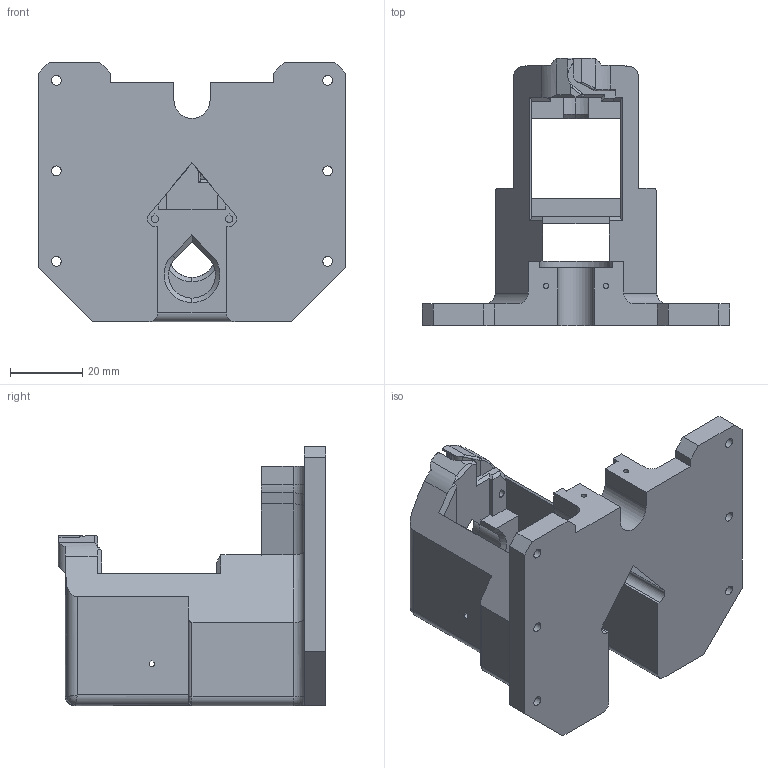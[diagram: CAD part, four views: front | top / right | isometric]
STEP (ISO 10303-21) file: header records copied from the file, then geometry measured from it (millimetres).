
FILE_DESCRIPTION (( 'STEP AP214' ), '1' );
FILE_NAME ('Base_08q_so100_hackerbot_screw.STEP', '2025-05-20T17:21:31', ( '' ), ( '' ), 'SwSTEP 2.0', 'SolidWorks 2018', '' );
FILE_SCHEMA (( 'AUTOMOTIVE_DESIGN' ));
Length unit declared in the file: millimetre
Products named in the file (1): Base_08q_so100_hackerbot_screw
Bounding box: 85 x 74 x 71.7 mm (x, y, z)
Volume: 83619.7 mm3; surface area: 28706.1 mm2
Topology: 1 solids, 3 shells, 263 faces, 727 edges, 464 vertices
Faces by surface type: plane 138, cylinder 100, bspline 16, cone 5, torus 4
Entity records: 9029 total; most frequent: CARTESIAN_POINT 2432, ORIENTED_EDGE 1450, DIRECTION 1275, EDGE_CURVE 725, LINE 483, VECTOR 483, VERTEX_POINT 464, AXIS2_PLACEMENT_3D 396
